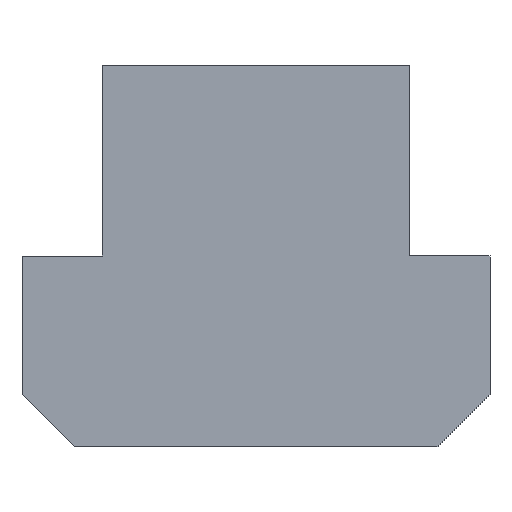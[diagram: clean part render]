
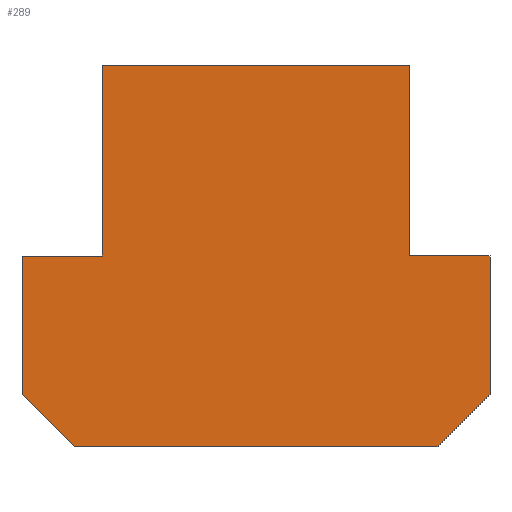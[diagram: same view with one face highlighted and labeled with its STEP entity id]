
A CAD part, front view. The second image highlights one B-rep face of the part: STEP entity #289.
In plain terms, the highlighted planar face has unit normal (0, -1, 0).
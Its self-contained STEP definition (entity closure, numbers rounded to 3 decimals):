
#127=EDGE_CURVE('',#149,#247,#324,.T.);
#135=EDGE_CURVE('',#209,#219,#335,.T.);
#149=VERTEX_POINT('',#351);
#155=EDGE_CURVE('',#169,#149,#357,.T.);
#161=EDGE_CURVE('',#219,#169,#363,.T.);
#169=VERTEX_POINT('',#371);
#175=EDGE_CURVE('',#189,#209,#377,.T.);
#183=EDGE_CURVE('',#217,#189,#386,.T.);
#189=VERTEX_POINT('',#393);
#209=VERTEX_POINT('',#414);
#211=EDGE_CURVE('',#231,#217,#416,.T.);
#217=VERTEX_POINT('',#424);
#219=VERTEX_POINT('',#426);
#229=EDGE_CURVE('',#277,#231,#437,.T.);
#231=VERTEX_POINT('',#439);
#239=EDGE_CURVE('',#247,#269,#447,.T.);
#247=VERTEX_POINT('',#455);
#253=EDGE_CURVE('',#269,#277,#461,.T.);
#269=VERTEX_POINT('',#479);
#277=VERTEX_POINT('',#487);
#289=ADVANCED_FACE('',(#500),#501,.T.);
#324=LINE('',#528,#529);
#335=LINE('',#543,#544);
#351=CARTESIAN_POINT('',(27.0,-54.0,0.));
#357=LINE('',#572,#573);
#363=LINE('',#582,#583);
#371=CARTESIAN_POINT('',(17.75,-54.0,0.));
#377=LINE('',#605,#606);
#386=LINE('',#620,#621);
#393=CARTESIAN_POINT('',(-17.75,-54.0,0.0));
#414=CARTESIAN_POINT('',(-17.75,-54.0,22.0));
#416=LINE('',#658,#659);
#424=CARTESIAN_POINT('',(-27.0,-54.0,0.0));
#426=CARTESIAN_POINT('',(17.75,-54.0,22.0));
#437=LINE('',#688,#689);
#439=CARTESIAN_POINT('',(-27.0,-54.0,-16.0));
#447=LINE('',#704,#705);
#455=CARTESIAN_POINT('',(27.0,-54.0,-16.0));
#461=LINE('',#725,#726);
#479=CARTESIAN_POINT('',(21.0,-54.0,-22.0));
#487=CARTESIAN_POINT('',(-21.,-54.0,-22.0));
#500=FACE_OUTER_BOUND('',#778,.T.);
#501=PLANE('',#779);
#528=CARTESIAN_POINT('',(27.0,-54.0,-16.0));
#529=VECTOR('',#814,1.0);
#543=CARTESIAN_POINT('',(17.75,-54.0,22.0));
#544=VECTOR('',#835,1.0);
#572=CARTESIAN_POINT('',(27.0,-54.0,0.));
#573=VECTOR('',#857,1.0);
#582=CARTESIAN_POINT('',(17.75,-54.0,0.));
#583=VECTOR('',#859,1.0);
#605=CARTESIAN_POINT('',(-17.75,-54.0,22.0));
#606=VECTOR('',#871,1.0);
#620=CARTESIAN_POINT('',(-17.75,-54.0,0.0));
#621=VECTOR('',#882,1.0);
#658=CARTESIAN_POINT('',(-27.0,-54.0,0.0));
#659=VECTOR('',#909,1.0);
#688=CARTESIAN_POINT('',(-27.0,-54.0,-16.0));
#689=VECTOR('',#934,1.0);
#704=CARTESIAN_POINT('',(21.0,-54.0,-22.0));
#705=VECTOR('',#937,1.0);
#725=CARTESIAN_POINT('',(-21.,-54.0,-22.0));
#726=VECTOR('',#943,1.0);
#778=EDGE_LOOP('',(#980,#981,#982,#983,#984,#985,#986,#987,#988,#989));
#779=AXIS2_PLACEMENT_3D('',#990,#991,#992);
#814=DIRECTION('',(0.0,0.,-1.0));
#835=DIRECTION('',(1.0,0.0,0.0));
#857=DIRECTION('',(1.0,0.0,0.0));
#859=DIRECTION('',(0.0,0.,-1.0));
#871=DIRECTION('',(0.0,0.,1.0));
#882=DIRECTION('',(1.0,0.0,0.0));
#909=DIRECTION('',(0.0,0.,1.0));
#934=DIRECTION('',(-0.707,0.,0.707));
#937=DIRECTION('',(-0.707,0.,-0.707));
#943=DIRECTION('',(-1.0,0.0,0.0));
#980=ORIENTED_EDGE('',*,*,#239,.F.);
#981=ORIENTED_EDGE('',*,*,#127,.F.);
#982=ORIENTED_EDGE('',*,*,#155,.F.);
#983=ORIENTED_EDGE('',*,*,#161,.F.);
#984=ORIENTED_EDGE('',*,*,#135,.F.);
#985=ORIENTED_EDGE('',*,*,#175,.F.);
#986=ORIENTED_EDGE('',*,*,#183,.F.);
#987=ORIENTED_EDGE('',*,*,#211,.F.);
#988=ORIENTED_EDGE('',*,*,#229,.F.);
#989=ORIENTED_EDGE('',*,*,#253,.F.);
#990=CARTESIAN_POINT('',(0.,-54.0,-1.256));
#991=DIRECTION('',(0.0,-1.0,0.));
#992=DIRECTION('',(1.0,0.0,0.0));
